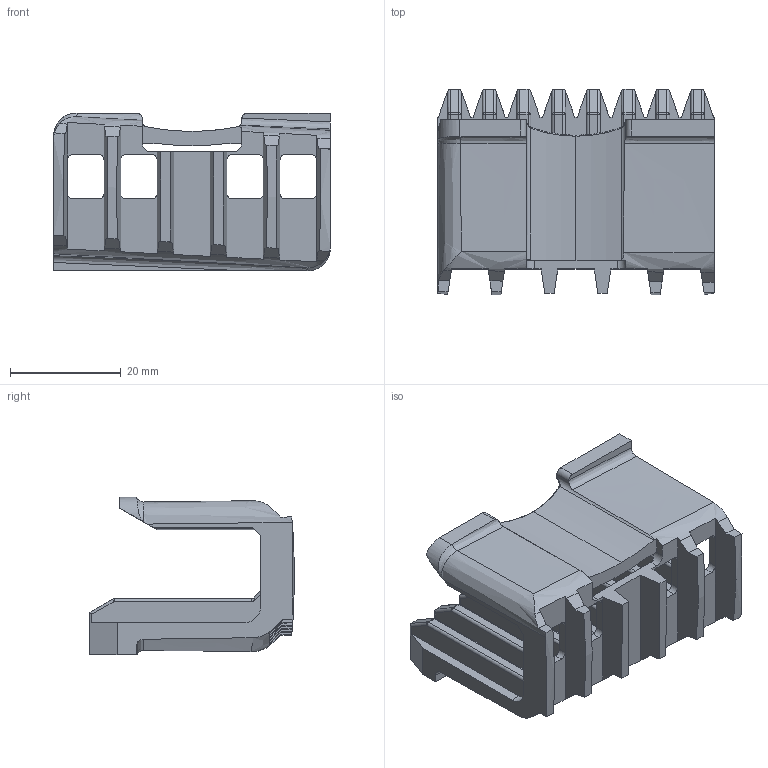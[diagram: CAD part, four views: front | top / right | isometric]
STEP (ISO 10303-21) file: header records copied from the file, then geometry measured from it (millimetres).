
FILE_DESCRIPTION (( 'STEP AP214' ), '1' );
FILE_NAME ('A19_FLEX1-013.P3.STEP', '2023-03-10T11:35:13', ( '' ), ( '' ), 'SwSTEP 2.0', 'SolidWorks 2019', '' );
FILE_SCHEMA (( 'AUTOMOTIVE_DESIGN' ));
Length unit declared in the file: millimetre
Products named in the file (1): A19_FLEX1-013.P3
Bounding box: 50 x 37.12 x 28.46 mm (x, y, z)
Volume: 14499.2 mm3; surface area: 11726.5 mm2
Topology: 1 solids, 1 shells, 445 faces, 1201 edges, 765 vertices
Faces by surface type: plane 198, bspline 108, cylinder 107, sphere 16, torus 16
Entity records: 19360 total; most frequent: CARTESIAN_POINT 8855, ORIENTED_EDGE 2402, DIRECTION 1715, EDGE_CURVE 1201, VERTEX_POINT 765, LINE 653, VECTOR 653, AXIS2_PLACEMENT_3D 531
